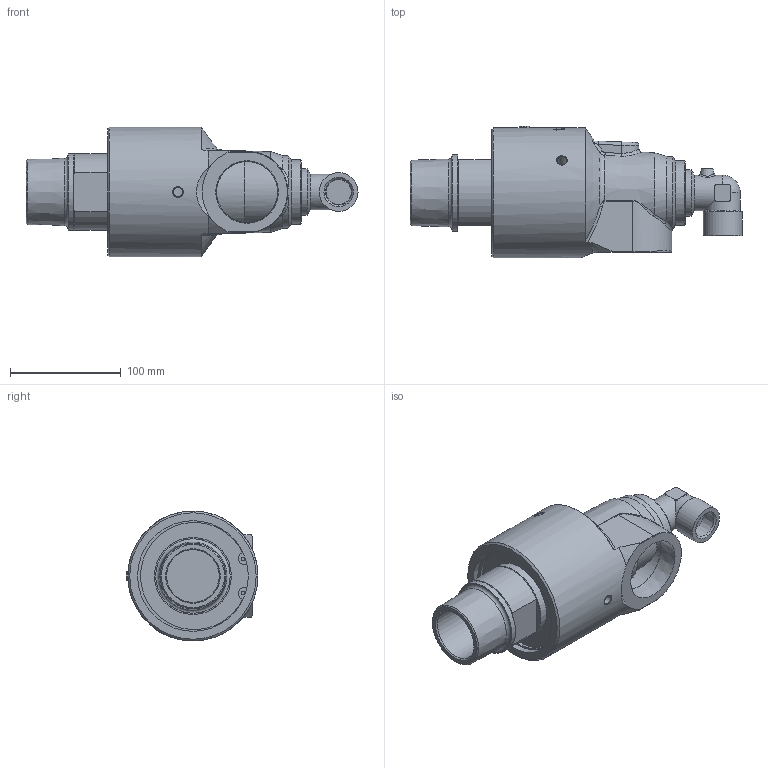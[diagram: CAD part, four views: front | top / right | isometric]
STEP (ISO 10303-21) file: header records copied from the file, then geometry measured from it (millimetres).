
FILE_DESCRIPTION(/* description */ (''),/* implementation_level */ '2;1');
FILE_NAME(/* name */ '657-050-116013-IC.stp',/* time_stamp */ '2020-05-20T12:56:09-05:00',/* author */ ('dyurkovich'),/* organization */ (''),/* preprocessor_version */ 'ST-DEVELOPER v18',/* originating_system */ 'Autodesk Inventor 2020',/* authorisation */ '');
FILE_SCHEMA (('AUTOMOTIVE_DESIGN { 1 0 10303 214 3 1 1 }'));
Length unit declared in the file: millimetre
Products named in the file (1): 657-050-116013-IC
Bounding box: 300.18 x 119.2 x 117.5 mm (x, y, z)
Volume: 1571704.3 mm3; surface area: 116600.9 mm2
Topology: 1 solids, 5 shells, 526 faces, 1396 edges, 925 vertices
Faces by surface type: bspline 260, plane 143, cylinder 87, cone 31, torus 4, sphere 1
Full cylindrical faces by diameter (mm): 3.12 x2, 8.6 x3, 32 x1, 35 x1, 47.6 x1, 58 x1, 69.5 x2, 100.08 x1, 117.5 x1
Entity records: 31314 total; most frequent: CARTESIAN_POINT 19388, ORIENTED_EDGE 2792, DIRECTION 1800, EDGE_CURVE 1396, VERTEX_POINT 925, AXIS2_PLACEMENT_3D 657, EDGE_LOOP 573, FACE_OUTER_BOUND 526
